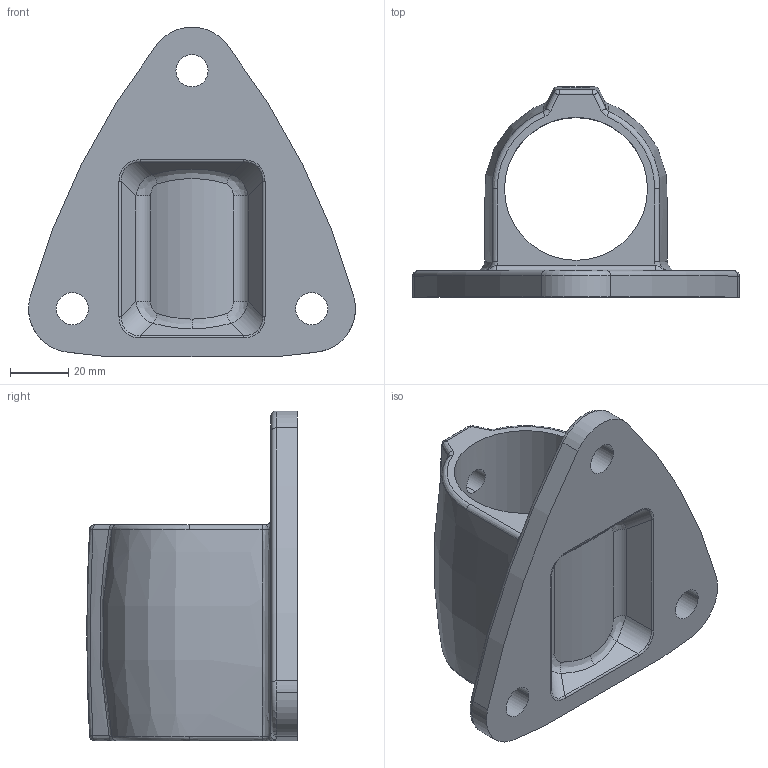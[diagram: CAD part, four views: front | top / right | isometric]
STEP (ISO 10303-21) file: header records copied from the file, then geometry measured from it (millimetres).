
FILE_DESCRIPTION (( 'STEP AP203' ), '1' );
FILE_NAME ('T194050.STEP', '2018-07-11T15:48:35', ( '' ), ( '' ), 'SwSTEP 2.0', 'SolidWorks 2016', '' );
FILE_SCHEMA (( 'CONFIG_CONTROL_DESIGN' ));
Length unit declared in the file: millimetre
Products named in the file (1): T194050
Bounding box: 112 x 71.99 x 112.95 mm (x, y, z)
Volume: 158151.2 mm3; surface area: 42228.1 mm2
Topology: 1 solids, 1 shells, 102 faces, 251 edges, 150 vertices
Faces by surface type: bspline 54, cylinder 32, plane 10, torus 6
Entity records: 5808 total; most frequent: CARTESIAN_POINT 3700, ORIENTED_EDGE 498, DIRECTION 326, EDGE_CURVE 249, VERTEX_POINT 150, AXIS2_PLACEMENT_3D 138, EDGE_LOOP 115, FACE_OUTER_BOUND 102
